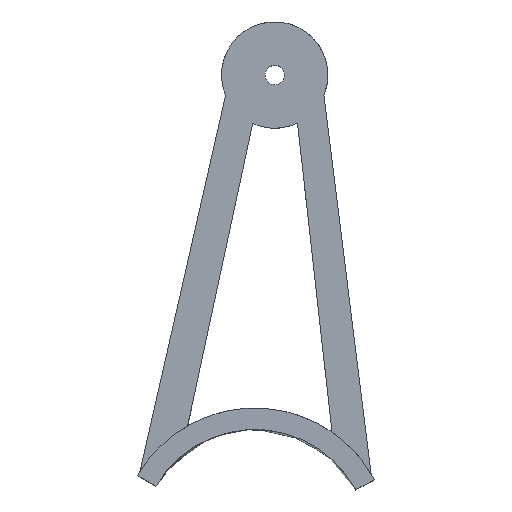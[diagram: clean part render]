
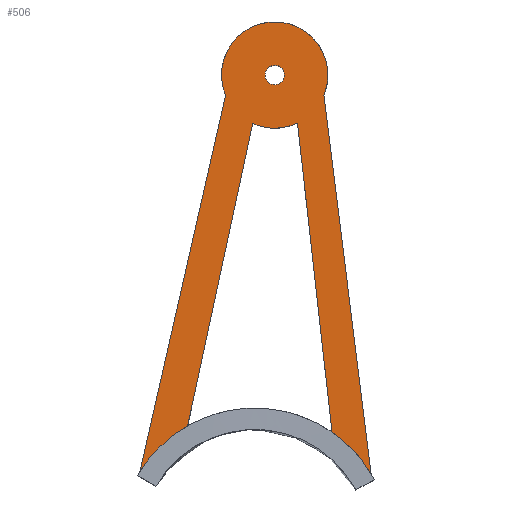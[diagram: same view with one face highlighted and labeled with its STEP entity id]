
A CAD part, top view. The second image highlights one B-rep face of the part: STEP entity #506.
In plain terms, the highlighted planar face has unit normal (0, 0, 1).
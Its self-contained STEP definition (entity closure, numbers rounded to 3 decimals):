
#26=FACE_BOUND('',#69,.T.);
#35=CIRCLE('',#545,12.5);
#36=CIRCLE('',#546,12.5);
#37=CIRCLE('',#547,2.264);
#44=FACE_OUTER_BOUND('',#68,.T.);
#68=EDGE_LOOP('',(#345,#346,#347,#348,#349,#350,#351,#352));
#69=EDGE_LOOP('',(#353));
#101=LINE('',#682,#137);
#102=LINE('',#706,#138);
#103=LINE('',#716,#139);
#104=LINE('',#720,#140);
#137=VECTOR('',#574,10.);
#138=VECTOR('',#579,10.);
#139=VECTOR('',#580,10.);
#140=VECTOR('',#583,10.);
#177=B_SPLINE_CURVE_WITH_KNOTS('',3,(#708,#709,#710,#711,#712,#713,#714),
 .UNSPECIFIED.,.F.,.F.,(4,3,4),(-1.647,-0.936,-0.075),
 .UNSPECIFIED.);
#178=B_SPLINE_CURVE_WITH_KNOTS('',3,(#721,#722,#723,#724,#725,#726,#727),
 .UNSPECIFIED.,.F.,.F.,(4,3,4),(-6.591,-5.783,-5.239),
 .UNSPECIFIED.);
#207=VERTEX_POINT('',#679);
#208=VERTEX_POINT('',#681);
#212=VERTEX_POINT('',#703);
#213=VERTEX_POINT('',#705);
#214=VERTEX_POINT('',#707);
#215=VERTEX_POINT('',#715);
#216=VERTEX_POINT('',#717);
#217=VERTEX_POINT('',#719);
#218=VERTEX_POINT('',#728);
#263=EDGE_CURVE('',#208,#207,#101,.T.);
#268=EDGE_CURVE('',#207,#212,#35,.T.);
#269=EDGE_CURVE('',#212,#213,#102,.T.);
#270=EDGE_CURVE('',#214,#213,#177,.T.);
#271=EDGE_CURVE('',#214,#215,#103,.T.);
#272=EDGE_CURVE('',#215,#216,#36,.T.);
#273=EDGE_CURVE('',#216,#217,#104,.T.);
#274=EDGE_CURVE('',#208,#217,#178,.T.);
#275=EDGE_CURVE('',#218,#218,#37,.T.);
#345=ORIENTED_EDGE('',*,*,#263,.T.);
#346=ORIENTED_EDGE('',*,*,#268,.T.);
#347=ORIENTED_EDGE('',*,*,#269,.T.);
#348=ORIENTED_EDGE('',*,*,#270,.F.);
#349=ORIENTED_EDGE('',*,*,#271,.T.);
#350=ORIENTED_EDGE('',*,*,#272,.T.);
#351=ORIENTED_EDGE('',*,*,#273,.T.);
#352=ORIENTED_EDGE('',*,*,#274,.F.);
#353=ORIENTED_EDGE('',*,*,#275,.T.);
#493=PLANE('',#544);
#506=ADVANCED_FACE('',(#44,#26),#493,.T.);
#544=AXIS2_PLACEMENT_3D('',#702,#575,#576);
#545=AXIS2_PLACEMENT_3D('',#704,#577,#578);
#546=AXIS2_PLACEMENT_3D('',#718,#581,#582);
#547=AXIS2_PLACEMENT_3D('',#729,#584,#585);
#574=DIRECTION('',(-0.124,0.992,0.));
#575=DIRECTION('center_axis',(0.,0.,
1.));
#576=DIRECTION('ref_axis',(0.985,0.174,0.));
#577=DIRECTION('center_axis',(0.,0.,
1.));
#578=DIRECTION('ref_axis',(1.,0.,0.));
#579=DIRECTION('',(-0.222,-0.975,0.));
#580=DIRECTION('',(0.21,0.978,0.));
#581=DIRECTION('center_axis',(0.,0.,
1.));
#582=DIRECTION('ref_axis',(0.985,0.174,0.));
#583=DIRECTION('',(0.111,-0.994,0.));
#584=DIRECTION('center_axis',(0.,0.,
-1.));
#585=DIRECTION('ref_axis',(0.174,-0.985,0.));
#679=CARTESIAN_POINT('',(-86.112,369.223,166.376));
#681=CARTESIAN_POINT('',(-75.014,280.265,166.376));
#682=CARTESIAN_POINT('',(-80.944,327.8,166.376));
#702=CARTESIAN_POINT('Origin',(-97.668,373.988,166.376));
#703=CARTESIAN_POINT('',(-109.225,369.223,166.376));
#704=CARTESIAN_POINT('Origin',(-97.668,373.988,166.376));
#705=CARTESIAN_POINT('',(-129.355,280.808,166.376));
#706=CARTESIAN_POINT('',(-124.538,301.964,166.376));
#707=CARTESIAN_POINT('',(-118.127,291.513,166.376));
#708=CARTESIAN_POINT('Ctrl Pts',(-118.127,291.513,166.376));
#709=CARTESIAN_POINT('Ctrl Pts',(-120.181,290.346,166.376));
#710=CARTESIAN_POINT('Ctrl Pts',(-122.107,288.951,166.376));
#711=CARTESIAN_POINT('Ctrl Pts',(-123.854,287.361,166.376));
#712=CARTESIAN_POINT('Ctrl Pts',(-125.97,285.436,166.376));
#713=CARTESIAN_POINT('Ctrl Pts',(-127.825,283.225,166.376));
#714=CARTESIAN_POINT('Ctrl Pts',(-129.354,280.808,166.376));
#715=CARTESIAN_POINT('',(-102.843,362.61,166.376));
#716=CARTESIAN_POINT('',(-106.352,346.286,166.376));
#717=CARTESIAN_POINT('',(-92.307,362.696,166.376));
#718=CARTESIAN_POINT('Origin',(-97.668,373.988,166.376));
#719=CARTESIAN_POINT('',(-84.197,290.021,166.376));
#720=CARTESIAN_POINT('',(-85.933,305.583,166.376));
#721=CARTESIAN_POINT('Ctrl Pts',(-75.014,280.265,166.376));
#722=CARTESIAN_POINT('Ctrl Pts',(-76.405,282.565,166.376));
#723=CARTESIAN_POINT('Ctrl Pts',(-78.088,284.689,166.376));
#724=CARTESIAN_POINT('Ctrl Pts',(-80.009,286.569,166.376));
#725=CARTESIAN_POINT('Ctrl Pts',(-81.303,287.835,166.376));
#726=CARTESIAN_POINT('Ctrl Pts',(-82.706,288.991,166.376));
#727=CARTESIAN_POINT('Ctrl Pts',(-84.197,290.021,166.376));
#728=CARTESIAN_POINT('',(-98.061,376.218,166.376));
#729=CARTESIAN_POINT('Origin',(-97.668,373.988,166.376));
